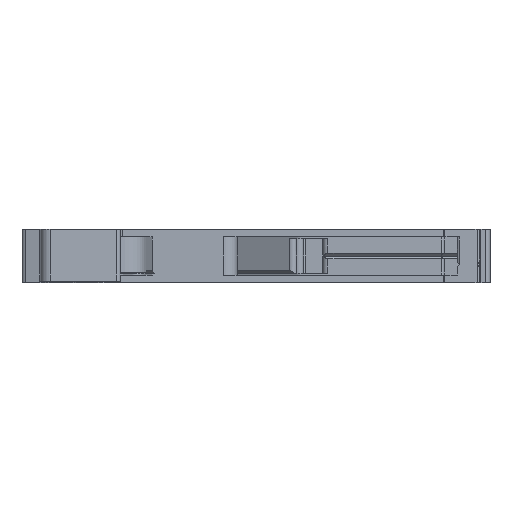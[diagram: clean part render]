
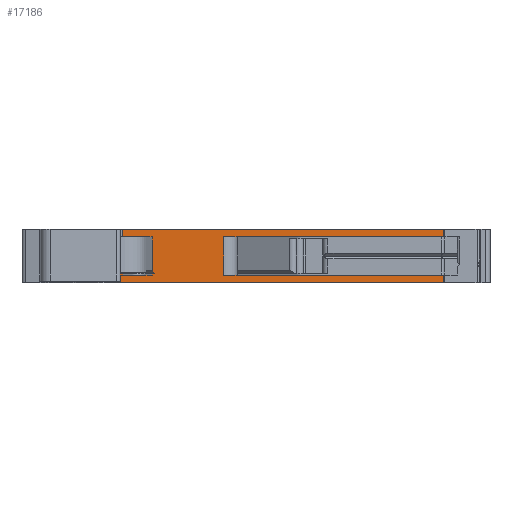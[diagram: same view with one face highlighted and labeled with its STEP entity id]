
A CAD part, front view. The second image highlights one B-rep face of the part: STEP entity #17186.
In plain terms, the highlighted planar face has unit normal (0, -1, 0).
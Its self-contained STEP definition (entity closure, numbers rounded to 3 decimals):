
#142=DIRECTION('',(1.,0.,0.));
#143=VECTOR('',#142,1.1);
#144=CARTESIAN_POINT('',(-13.395,-47.8,5.3));
#145=LINE('',#144,#143);
#169=DIRECTION('',(1.,0.,0.));
#170=VECTOR('',#169,25.606);
#171=CARTESIAN_POINT('',(-4.001,-47.8,5.3));
#172=LINE('',#171,#170);
#272=DIRECTION('',(1.,0.,0.));
#273=VECTOR('',#272,1.448);
#274=CARTESIAN_POINT('',(-15.695,-47.8,5.3));
#275=LINE('',#274,#273);
#1429=DIRECTION('',(-1.,0.,0.));
#1430=VECTOR('',#1429,1.675);
#1431=CARTESIAN_POINT('',(-15.695,-47.8,1.1));
#1432=LINE('',#1431,#1430);
#2515=DIRECTION('',(0.,0.,-1.));
#2516=VECTOR('',#2515,0.9);
#2517=CARTESIAN_POINT('',(-15.695,-47.8,6.2));
#2518=LINE('',#2517,#2516);
#2540=DIRECTION('',(1.,0.,0.));
#2541=VECTOR('',#2540,0.852);
#2542=CARTESIAN_POINT('',(-14.247,-47.8,5.3));
#2543=LINE('',#2542,#2541);
#2544=DIRECTION('',(1.,0.,0.));
#2545=VECTOR('',#2544,37.3);
#2546=CARTESIAN_POINT('',(-15.695,-47.8,6.2));
#2547=LINE('',#2546,#2545);
#2548=DIRECTION('',(0.,0.,-1.));
#2549=VECTOR('',#2548,0.9);
#2550=CARTESIAN_POINT('',(21.605,-47.8,0.9));
#2551=LINE('',#2550,#2549);
#2552=DIRECTION('',(-1.,0.,0.));
#2553=VECTOR('',#2552,39.43);
#2554=CARTESIAN_POINT('',(21.605,-47.8,0.));
#2555=LINE('',#2554,#2553);
#2556=DIRECTION('',(1.,0.,0.));
#2557=VECTOR('',#2556,0.456);
#2558=CARTESIAN_POINT('',(-17.825,-47.8,1.1));
#2559=LINE('',#2558,#2557);
#2560=DIRECTION('',(0.,0.,1.));
#2561=VECTOR('',#2560,0.2);
#2562=CARTESIAN_POINT('',(-12.295,-47.8,0.9));
#2563=LINE('',#2562,#2561);
#2564=DIRECTION('',(-0.707,0.,0.707));
#2565=VECTOR('',#2564,0.424);
#2566=CARTESIAN_POINT('',(-11.995,-47.8,1.1));
#2567=LINE('',#2566,#2565);
#2568=DIRECTION('',(0.,0.,1.));
#2569=VECTOR('',#2568,3.9);
#2570=CARTESIAN_POINT('',(-12.295,-47.8,1.4));
#2571=LINE('',#2570,#2569);
#2572=DIRECTION('',(0.,0.,1.));
#2573=VECTOR('',#2572,0.9);
#2574=CARTESIAN_POINT('',(21.605,-47.8,5.3));
#2575=LINE('',#2574,#2573);
#2604=DIRECTION('',(0.,0.,1.));
#2605=VECTOR('',#2604,4.4);
#2606=CARTESIAN_POINT('',(-4.001,-47.8,0.9));
#2607=LINE('',#2606,#2605);
#2682=DIRECTION('',(-1.,0.,0.));
#2683=VECTOR('',#2682,0.3);
#2684=CARTESIAN_POINT('',(-11.995,-47.8,1.1));
#2685=LINE('',#2684,#2683);
#2829=DIRECTION('',(-1.,0.,0.));
#2830=VECTOR('',#2829,25.606);
#2831=CARTESIAN_POINT('',(21.605,-47.8,0.9));
#2832=LINE('',#2831,#2830);
#2846=DIRECTION('',(-1.,0.,0.));
#2847=VECTOR('',#2846,3.4);
#2848=CARTESIAN_POINT('',(-12.295,-47.8,0.9));
#2849=LINE('',#2848,#2847);
#2884=DIRECTION('',(0.,0.,1.));
#2885=VECTOR('',#2884,0.2);
#2886=CARTESIAN_POINT('',(-15.695,-47.8,0.9));
#2887=LINE('',#2886,#2885);
#6688=DIRECTION('',(0.,0.,-1.));
#6689=VECTOR('',#6688,1.1);
#6690=CARTESIAN_POINT('',(-17.825,-47.8,1.1));
#6691=LINE('',#6690,#6689);
#11488=CARTESIAN_POINT('',(-17.825,-47.8,0.));
#11489=VERTEX_POINT('',#11488);
#11490=CARTESIAN_POINT('',(21.605,-47.8,0.));
#11491=VERTEX_POINT('',#11490);
#11624=CARTESIAN_POINT('',(-15.695,-47.8,1.1));
#11625=VERTEX_POINT('',#11624);
#11830=CARTESIAN_POINT('',(21.605,-47.8,0.9));
#11831=VERTEX_POINT('',#11830);
#11832=CARTESIAN_POINT('',(-15.695,-47.8,0.9));
#11833=VERTEX_POINT('',#11832);
#11834=CARTESIAN_POINT('',(-12.295,-47.8,0.9));
#11835=VERTEX_POINT('',#11834);
#11836=CARTESIAN_POINT('',(-12.295,-47.8,1.1));
#11837=VERTEX_POINT('',#11836);
#11838=CARTESIAN_POINT('',(-4.001,-47.8,0.9));
#11839=VERTEX_POINT('',#11838);
#12268=CARTESIAN_POINT('',(21.605,-47.8,6.2));
#12269=VERTEX_POINT('',#12268);
#12270=CARTESIAN_POINT('',(-15.695,-47.8,6.2));
#12271=VERTEX_POINT('',#12270);
#12464=CARTESIAN_POINT('',(-15.695,-47.8,5.3));
#12465=VERTEX_POINT('',#12464);
#12468=CARTESIAN_POINT('',(-12.295,-47.8,1.4));
#12469=CARTESIAN_POINT('',(-12.295,-47.8,5.3));
#12470=VERTEX_POINT('',#12468);
#12471=VERTEX_POINT('',#12469);
#12472=CARTESIAN_POINT('',(21.605,-47.8,5.3));
#12473=VERTEX_POINT('',#12472);
#12474=CARTESIAN_POINT('',(-4.001,-47.8,5.3));
#12475=VERTEX_POINT('',#12474);
#14056=CARTESIAN_POINT('',(-17.37,-47.8,1.1));
#14058=VERTEX_POINT('',#14056);
#14130=CARTESIAN_POINT('',(-17.825,-47.8,1.1));
#14131=VERTEX_POINT('',#14130);
#14230=CARTESIAN_POINT('',(-11.995,-47.8,1.1));
#14232=VERTEX_POINT('',#14230);
#14455=CARTESIAN_POINT('',(-14.247,-47.8,5.3));
#14456=CARTESIAN_POINT('',(-13.395,-47.8,5.3));
#14457=VERTEX_POINT('',#14455);
#14458=VERTEX_POINT('',#14456);
#17146=CARTESIAN_POINT('',(-15.695,-47.8,0.));
#17147=DIRECTION('',(0.,-1.,0.));
#17148=DIRECTION('',(1.,0.,0.));
#17149=AXIS2_PLACEMENT_3D('',#17146,#17147,#17148);
#17150=PLANE('',#17149);
#17151=ORIENTED_EDGE('',*,*,#14825,.F.);
#17152=ORIENTED_EDGE('',*,*,#14779,.F.);
#17153=ORIENTED_EDGE('',*,*,#17111,.F.);
#17154=ORIENTED_EDGE('',*,*,#15491,.T.);
#17156=ORIENTED_EDGE('',*,*,#17155,.F.);
#17157=ORIENTED_EDGE('',*,*,#14735,.F.);
#17159=ORIENTED_EDGE('',*,*,#17158,.F.);
#17161=ORIENTED_EDGE('',*,*,#17160,.F.);
#17163=ORIENTED_EDGE('',*,*,#17162,.T.);
#17165=ORIENTED_EDGE('',*,*,#17164,.T.);
#17167=ORIENTED_EDGE('',*,*,#17166,.F.);
#17169=ORIENTED_EDGE('',*,*,#17168,.T.);
#17170=ORIENTED_EDGE('',*,*,#15983,.F.);
#17172=ORIENTED_EDGE('',*,*,#17171,.F.);
#17174=ORIENTED_EDGE('',*,*,#17173,.F.);
#17176=ORIENTED_EDGE('',*,*,#17175,.T.);
#17178=ORIENTED_EDGE('',*,*,#17177,.F.);
#17180=ORIENTED_EDGE('',*,*,#17179,.T.);
#17182=ORIENTED_EDGE('',*,*,#17181,.T.);
#17183=ORIENTED_EDGE('',*,*,#14719,.F.);
#17184=EDGE_LOOP('',(#17151,#17152,#17153,#17154,#17156,#17157,#17159,#17161,
#17163,#17165,#17167,#17169,#17170,#17172,#17174,#17176,#17178,#17180,#17182,
#17183));
#17185=FACE_OUTER_BOUND('',#17184,.F.);
#17186=ADVANCED_FACE('',(#17185),#17150,.T.);
#14719=EDGE_CURVE('',#14458,#12471,#145,.T.);
#14735=EDGE_CURVE('',#12475,#12473,#172,.T.);
#14779=EDGE_CURVE('',#12465,#14457,#275,.T.);
#14825=EDGE_CURVE('',#14457,#14458,#2543,.T.);
#15491=EDGE_CURVE('',#12271,#12269,#2547,.T.);
#15983=EDGE_CURVE('',#11625,#14058,#1432,.T.);
#17111=EDGE_CURVE('',#12271,#12465,#2518,.T.);
#17155=EDGE_CURVE('',#12473,#12269,#2575,.T.);
#17158=EDGE_CURVE('',#11839,#12475,#2607,.T.);
#17160=EDGE_CURVE('',#11831,#11839,#2832,.T.);
#17162=EDGE_CURVE('',#11831,#11491,#2551,.T.);
#17164=EDGE_CURVE('',#11491,#11489,#2555,.T.);
#17166=EDGE_CURVE('',#14131,#11489,#6691,.T.);
#17168=EDGE_CURVE('',#14131,#14058,#2559,.T.);
#17171=EDGE_CURVE('',#11833,#11625,#2887,.T.);
#17173=EDGE_CURVE('',#11835,#11833,#2849,.T.);
#17175=EDGE_CURVE('',#11835,#11837,#2563,.T.);
#17177=EDGE_CURVE('',#14232,#11837,#2685,.T.);
#17179=EDGE_CURVE('',#14232,#12470,#2567,.T.);
#17181=EDGE_CURVE('',#12470,#12471,#2571,.T.);
